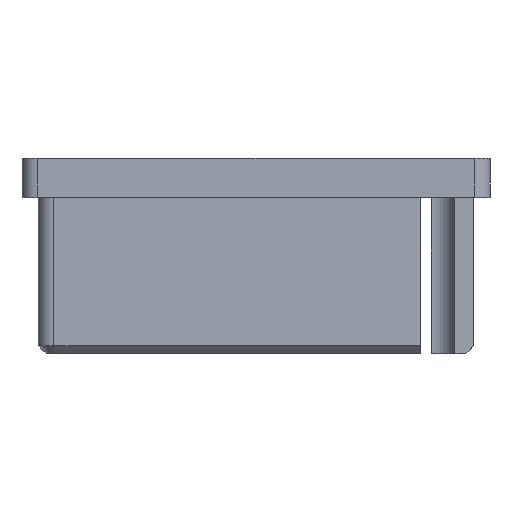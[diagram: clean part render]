
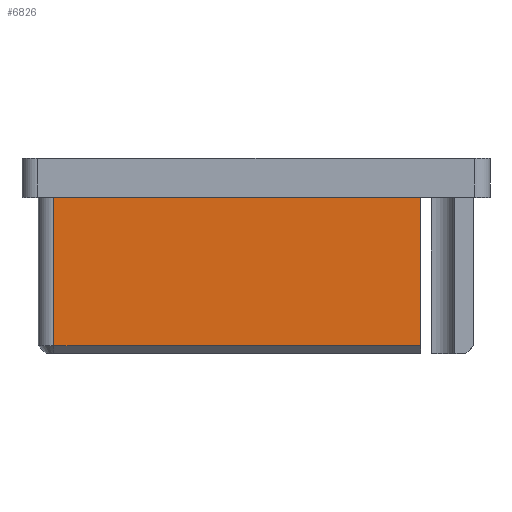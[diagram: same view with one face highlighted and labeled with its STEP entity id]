
A CAD part, top view. The second image highlights one B-rep face of the part: STEP entity #6826.
In plain terms, the highlighted planar face has unit normal (0, 0, 1).
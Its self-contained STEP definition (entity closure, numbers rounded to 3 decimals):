
#19 = VERTEX_POINT ( 'NONE', #7870 ) ;
#213 = ORIENTED_EDGE ( 'NONE', *, *, #7057, .T. ) ;
#486 = LINE ( 'NONE', #9251, #9152 ) ;
#645 = EDGE_LOOP ( 'NONE', ( #213, #2615, #14274, #3794 ) ) ;
#878 = CARTESIAN_POINT ( 'NONE',  ( 21.1, 0., 12.9 ) ) ;
#1435 = VERTEX_POINT ( 'NONE', #878 ) ;
#1683 = DIRECTION ( 'NONE',  ( 0., 0., -1. ) ) ;
#1823 = DIRECTION ( 'NONE',  ( 1., 0., 0. ) ) ;
#2247 = LINE ( 'NONE', #5719, #14935 ) ;
#2615 = ORIENTED_EDGE ( 'NONE', *, *, #11820, .T. ) ;
#2916 = DIRECTION ( 'NONE',  ( -1., 0., 0. ) ) ;
#3712 = VECTOR ( 'NONE', #13218, 1000. ) ;
#3794 = ORIENTED_EDGE ( 'NONE', *, *, #10476, .T. ) ;
#4364 = VERTEX_POINT ( 'NONE', #10032 ) ;
#5199 = PLANE ( 'NONE',  #8450 ) ;
#5719 = CARTESIAN_POINT ( 'NONE',  ( -27.9, 0., 12.9 ) ) ;
#5817 = VERTEX_POINT ( 'NONE', #12168 ) ;
#6826 = ADVANCED_FACE ( 'NONE', ( #7091 ), #5199, .F. ) ;
#7057 = EDGE_CURVE ( 'NONE', #5817, #4364, #13397, .T. ) ;
#7058 = CARTESIAN_POINT ( 'NONE',  ( 21.1, -20., 12.9 ) ) ;
#7091 = FACE_OUTER_BOUND ( 'NONE', #645, .T. ) ;
#7278 = DIRECTION ( 'NONE',  ( 0., -1., 0. ) ) ;
#7870 = CARTESIAN_POINT ( 'NONE',  ( 21.1, -19., 12.9 ) ) ;
#7959 = LINE ( 'NONE', #7058, #3712 ) ;
#8450 = AXIS2_PLACEMENT_3D ( 'NONE', #10294, #1683, #2916 ) ;
#8467 = CARTESIAN_POINT ( 'NONE',  ( -25.9, -20., 12.9 ) ) ;
#9152 = VECTOR ( 'NONE', #1823, 1000. ) ;
#9203 = VECTOR ( 'NONE', #7278, 1000. ) ;
#9251 = CARTESIAN_POINT ( 'NONE',  ( 21.1, -19., 12.9 ) ) ;
#10032 = CARTESIAN_POINT ( 'NONE',  ( -25.9, -19., 12.9 ) ) ;
#10294 = CARTESIAN_POINT ( 'NONE',  ( -27.9, -20., 12.9 ) ) ;
#10476 = EDGE_CURVE ( 'NONE', #1435, #5817, #2247, .T. ) ;
#10822 = DIRECTION ( 'NONE',  ( -1., 0., 0. ) ) ;
#11820 = EDGE_CURVE ( 'NONE', #4364, #19, #486, .T. ) ;
#12168 = CARTESIAN_POINT ( 'NONE',  ( -25.9, 0., 12.9 ) ) ;
#13218 = DIRECTION ( 'NONE',  ( 0., 1., 0. ) ) ;
#13397 = LINE ( 'NONE', #8467, #9203 ) ;
#14126 = EDGE_CURVE ( 'NONE', #19, #1435, #7959, .T. ) ;
#14274 = ORIENTED_EDGE ( 'NONE', *, *, #14126, .T. ) ;
#14935 = VECTOR ( 'NONE', #10822, 1000. ) ;
